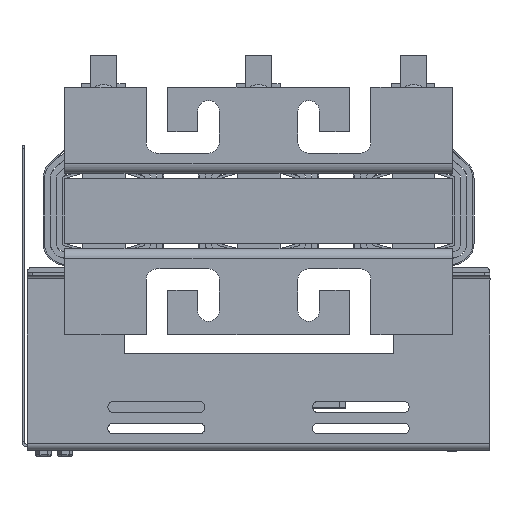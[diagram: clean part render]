
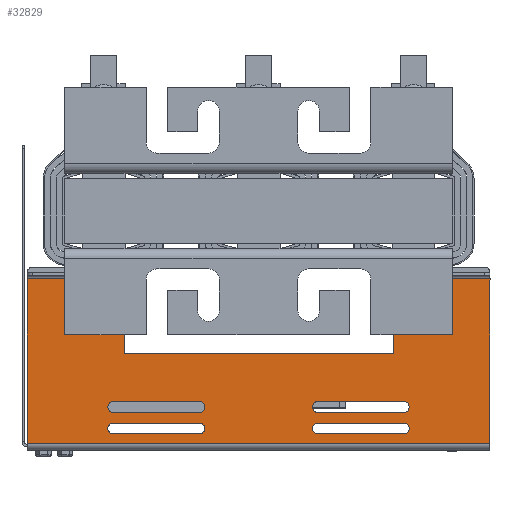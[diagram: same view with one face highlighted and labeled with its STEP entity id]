
A CAD part, front view. The second image highlights one B-rep face of the part: STEP entity #32829.
In plain terms, the highlighted planar face has unit normal (0, -1, 0).
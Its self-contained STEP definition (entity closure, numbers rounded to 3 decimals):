
#1812=FACE_BOUND('',#6794,.T.);
#1813=FACE_BOUND('',#6795,.T.);
#1814=FACE_BOUND('',#6796,.T.);
#1815=FACE_BOUND('',#6797,.T.);
#2587=CIRCLE('',#35887,0.125);
#2589=CIRCLE('',#35894,0.125);
#2591=CIRCLE('',#35899,0.125);
#2593=CIRCLE('',#35906,0.125);
#2595=CIRCLE('',#35911,0.125);
#2597=CIRCLE('',#35918,0.125);
#2599=CIRCLE('',#35925,0.125);
#2601=CIRCLE('',#35928,0.125);
#4900=FACE_OUTER_BOUND('',#6793,.T.);
#6793=EDGE_LOOP('',(#27995,#27996,#27997,#27998,#27999,#28000,#28001,#28002));
#6794=EDGE_LOOP('',(#28003,#28004,#28005,#28006));
#6795=EDGE_LOOP('',(#28007,#28008,#28009,#28010));
#6796=EDGE_LOOP('',(#28011,#28012,#28013,#28014));
#6797=EDGE_LOOP('',(#28015,#28016,#28017,#28018));
#9698=LINE('',#55536,#12788);
#9702=LINE('',#55543,#12792);
#9710=LINE('',#55568,#12800);
#9714=LINE('',#55575,#12804);
#9722=LINE('',#55600,#12812);
#9726=LINE('',#55607,#12816);
#9731=LINE('',#55623,#12821);
#9739=LINE('',#55644,#12829);
#9796=LINE('',#55824,#12886);
#9801=LINE('',#55842,#12891);
#9808=LINE('',#55856,#12898);
#9810=LINE('',#55860,#12900);
#9811=LINE('',#55862,#12901);
#9812=LINE('',#55863,#12902);
#9813=LINE('',#55865,#12903);
#9814=LINE('',#55866,#12904);
#12788=VECTOR('',#42795,0.394);
#12792=VECTOR('',#42801,0.394);
#12800=VECTOR('',#42831,0.394);
#12804=VECTOR('',#42837,0.394);
#12812=VECTOR('',#42867,0.394);
#12816=VECTOR('',#42873,0.394);
#12821=VECTOR('',#42892,0.394);
#12829=VECTOR('',#42918,0.394);
#12886=VECTOR('',#43145,0.394);
#12891=VECTOR('',#43168,0.394);
#12898=VECTOR('',#43179,0.394);
#12900=VECTOR('',#43183,0.394);
#12901=VECTOR('',#43184,0.394);
#12902=VECTOR('',#43185,0.394);
#12903=VECTOR('',#43186,0.394);
#12904=VECTOR('',#43187,0.394);
#15803=VERTEX_POINT('',#55524);
#15804=VERTEX_POINT('',#55526);
#15806=VERTEX_POINT('',#55535);
#15808=VERTEX_POINT('',#55541);
#15811=VERTEX_POINT('',#55556);
#15812=VERTEX_POINT('',#55558);
#15814=VERTEX_POINT('',#55567);
#15816=VERTEX_POINT('',#55573);
#15819=VERTEX_POINT('',#55588);
#15820=VERTEX_POINT('',#55590);
#15822=VERTEX_POINT('',#55599);
#15824=VERTEX_POINT('',#55605);
#15827=VERTEX_POINT('',#55620);
#15828=VERTEX_POINT('',#55622);
#15830=VERTEX_POINT('',#55631);
#15832=VERTEX_POINT('',#55637);
#15869=VERTEX_POINT('',#55815);
#15870=VERTEX_POINT('',#55819);
#15873=VERTEX_POINT('',#55833);
#15874=VERTEX_POINT('',#55837);
#15879=VERTEX_POINT('',#55855);
#15880=VERTEX_POINT('',#55859);
#15881=VERTEX_POINT('',#55861);
#15882=VERTEX_POINT('',#55864);
#19887=EDGE_CURVE('',#15804,#15803,#2587,.T.);
#19892=EDGE_CURVE('',#15806,#15804,#9698,.T.);
#19896=EDGE_CURVE('',#15803,#15808,#9702,.T.);
#19899=EDGE_CURVE('',#15808,#15806,#2589,.T.);
#19903=EDGE_CURVE('',#15812,#15811,#2591,.T.);
#19908=EDGE_CURVE('',#15814,#15812,#9710,.T.);
#19912=EDGE_CURVE('',#15811,#15816,#9714,.T.);
#19915=EDGE_CURVE('',#15816,#15814,#2593,.T.);
#19919=EDGE_CURVE('',#15820,#15819,#2595,.T.);
#19924=EDGE_CURVE('',#15822,#15820,#9722,.T.);
#19928=EDGE_CURVE('',#15819,#15824,#9726,.T.);
#19931=EDGE_CURVE('',#15824,#15822,#2597,.T.);
#19935=EDGE_CURVE('',#15828,#15827,#9731,.T.);
#19940=EDGE_CURVE('',#15830,#15828,#2599,.T.);
#19944=EDGE_CURVE('',#15827,#15832,#2601,.T.);
#19947=EDGE_CURVE('',#15832,#15830,#9739,.T.);
#20038=EDGE_CURVE('',#15869,#15870,#9796,.T.);
#20047=EDGE_CURVE('',#15873,#15874,#9801,.T.);
#20054=EDGE_CURVE('',#15879,#15869,#9808,.T.);
#20056=EDGE_CURVE('',#15880,#15870,#9810,.T.);
#20057=EDGE_CURVE('',#15880,#15881,#9811,.T.);
#20058=EDGE_CURVE('',#15881,#15873,#9812,.T.);
#20059=EDGE_CURVE('',#15874,#15882,#9813,.T.);
#20060=EDGE_CURVE('',#15882,#15879,#9814,.T.);
#27995=ORIENTED_EDGE('',*,*,#20038,.T.);
#27996=ORIENTED_EDGE('',*,*,#20056,.F.);
#27997=ORIENTED_EDGE('',*,*,#20057,.T.);
#27998=ORIENTED_EDGE('',*,*,#20058,.T.);
#27999=ORIENTED_EDGE('',*,*,#20047,.T.);
#28000=ORIENTED_EDGE('',*,*,#20059,.T.);
#28001=ORIENTED_EDGE('',*,*,#20060,.T.);
#28002=ORIENTED_EDGE('',*,*,#20054,.T.);
#28003=ORIENTED_EDGE('',*,*,#19899,.T.);
#28004=ORIENTED_EDGE('',*,*,#19892,.T.);
#28005=ORIENTED_EDGE('',*,*,#19887,.T.);
#28006=ORIENTED_EDGE('',*,*,#19896,.T.);
#28007=ORIENTED_EDGE('',*,*,#19915,.T.);
#28008=ORIENTED_EDGE('',*,*,#19908,.T.);
#28009=ORIENTED_EDGE('',*,*,#19903,.T.);
#28010=ORIENTED_EDGE('',*,*,#19912,.T.);
#28011=ORIENTED_EDGE('',*,*,#19931,.T.);
#28012=ORIENTED_EDGE('',*,*,#19924,.T.);
#28013=ORIENTED_EDGE('',*,*,#19919,.T.);
#28014=ORIENTED_EDGE('',*,*,#19928,.T.);
#28015=ORIENTED_EDGE('',*,*,#19947,.T.);
#28016=ORIENTED_EDGE('',*,*,#19940,.T.);
#28017=ORIENTED_EDGE('',*,*,#19935,.T.);
#28018=ORIENTED_EDGE('',*,*,#19944,.T.);
#31279=PLANE('',#36027);
#32829=ADVANCED_FACE('',(#4900,#1812,#1813,#1814,#1815),#31279,.F.);
#35887=AXIS2_PLACEMENT_3D('',#55527,#42785,#42786);
#35894=AXIS2_PLACEMENT_3D('',#55548,#42809,#42810);
#35899=AXIS2_PLACEMENT_3D('',#55559,#42821,#42822);
#35906=AXIS2_PLACEMENT_3D('',#55580,#42845,#42846);
#35911=AXIS2_PLACEMENT_3D('',#55591,#42857,#42858);
#35918=AXIS2_PLACEMENT_3D('',#55612,#42881,#42882);
#35925=AXIS2_PLACEMENT_3D('',#55632,#42902,#42903);
#35928=AXIS2_PLACEMENT_3D('',#55639,#42910,#42911);
#36027=AXIS2_PLACEMENT_3D('',#55858,#43181,#43182);
#42785=DIRECTION('center_axis',(0.,1.,0.));
#42786=DIRECTION('ref_axis',(0.,0.,-1.));
#42795=DIRECTION('',(1.,0.,0.));
#42801=DIRECTION('',(-1.,0.,0.));
#42809=DIRECTION('center_axis',(0.,1.,0.));
#42810=DIRECTION('ref_axis',(0.,0.,
1.));
#42821=DIRECTION('center_axis',(0.,1.,0.));
#42822=DIRECTION('ref_axis',(0.,0.,-1.));
#42831=DIRECTION('',(1.,0.,0.));
#42837=DIRECTION('',(-1.,0.,0.));
#42845=DIRECTION('center_axis',(0.,1.,0.));
#42846=DIRECTION('ref_axis',(0.,0.,
1.));
#42857=DIRECTION('center_axis',(0.,1.,0.));
#42858=DIRECTION('ref_axis',(0.,0.,
-1.));
#42867=DIRECTION('',(1.,0.,0.));
#42873=DIRECTION('',(-1.,0.,0.));
#42881=DIRECTION('center_axis',(0.,1.,0.));
#42882=DIRECTION('ref_axis',(0.,0.,
1.));
#42892=DIRECTION('',(-1.,0.,0.));
#42902=DIRECTION('center_axis',(0.,1.,0.));
#42903=DIRECTION('ref_axis',(0.,0.,
-1.));
#42910=DIRECTION('center_axis',(0.,1.,0.));
#42911=DIRECTION('ref_axis',(0.,0.,
1.));
#42918=DIRECTION('',(1.,0.,0.));
#43145=DIRECTION('',(-1.,0.,0.));
#43168=DIRECTION('',(-1.,0.,0.));
#43179=DIRECTION('',(0.,0.,1.));
#43181=DIRECTION('center_axis',(0.,1.,0.));
#43182=DIRECTION('ref_axis',(1.,0.,0.));
#43183=DIRECTION('',(0.,0.,1.));
#43184=DIRECTION('',(1.,0.,0.));
#43185=DIRECTION('',(0.,0.,1.));
#43186=DIRECTION('',(0.,0.,-1.));
#43187=DIRECTION('',(-1.,0.,0.));
#55524=CARTESIAN_POINT('',(8.75,0.,0.375));
#55526=CARTESIAN_POINT('',(8.75,0.,0.625));
#55527=CARTESIAN_POINT('Origin',(8.75,0.,0.5));
#55535=CARTESIAN_POINT('',(6.75,0.,0.625));
#55536=CARTESIAN_POINT('',(7.063,0.,0.625));
#55541=CARTESIAN_POINT('',(6.75,0.,0.375));
#55543=CARTESIAN_POINT('',(6.063,0.,0.375));
#55548=CARTESIAN_POINT('Origin',(6.75,0.,0.5));
#55556=CARTESIAN_POINT('',(4.,0.,0.375));
#55558=CARTESIAN_POINT('',(4.,0.,0.625));
#55559=CARTESIAN_POINT('Origin',(4.,0.,0.5));
#55567=CARTESIAN_POINT('',(2.,0.,0.625));
#55568=CARTESIAN_POINT('',(4.688,0.,0.625));
#55573=CARTESIAN_POINT('',(2.,0.,0.375));
#55575=CARTESIAN_POINT('',(3.688,0.,0.375));
#55580=CARTESIAN_POINT('Origin',(2.,0.,0.5));
#55588=CARTESIAN_POINT('',(4.,0.,0.875));
#55590=CARTESIAN_POINT('',(4.,0.,1.125));
#55591=CARTESIAN_POINT('Origin',(4.,0.,
1.));
#55599=CARTESIAN_POINT('',(2.,0.,1.125));
#55600=CARTESIAN_POINT('',(4.688,0.,1.125));
#55605=CARTESIAN_POINT('',(2.,0.,0.875));
#55607=CARTESIAN_POINT('',(3.688,0.,0.875));
#55612=CARTESIAN_POINT('Origin',(2.,0.,
1.));
#55620=CARTESIAN_POINT('',(6.75,0.,0.875));
#55622=CARTESIAN_POINT('',(8.75,0.,0.875));
#55623=CARTESIAN_POINT('',(6.063,0.,0.875));
#55631=CARTESIAN_POINT('',(8.75,0.,1.125));
#55632=CARTESIAN_POINT('Origin',(8.75,0.,1.));
#55637=CARTESIAN_POINT('',(6.75,0.,1.125));
#55639=CARTESIAN_POINT('Origin',(6.75,0.,1.));
#55644=CARTESIAN_POINT('',(7.063,0.,1.125));
#55815=CARTESIAN_POINT('',(2.25,0.,3.981));
#55819=CARTESIAN_POINT('',(0.,0.,
3.981));
#55824=CARTESIAN_POINT('',(2.687,0.,3.981));
#55833=CARTESIAN_POINT('',(10.75,0.,3.981));
#55837=CARTESIAN_POINT('',(8.5,0.,3.981));
#55842=CARTESIAN_POINT('',(6.938,0.,3.981));
#55855=CARTESIAN_POINT('',(2.25,0.,2.25));
#55856=CARTESIAN_POINT('',(2.25,0.,2.153));
#55858=CARTESIAN_POINT('Origin',(5.375,0.,2.055));
#55859=CARTESIAN_POINT('',(0.,0.,
0.149));
#55860=CARTESIAN_POINT('',(0.,0.,-0.02));
#55861=CARTESIAN_POINT('',(10.75,0.,0.149));
#55862=CARTESIAN_POINT('',(5.375,0.,0.149));
#55863=CARTESIAN_POINT('',(10.75,0.,-0.02));
#55864=CARTESIAN_POINT('',(8.5,0.,2.25));
#55865=CARTESIAN_POINT('',(8.5,0.,3.153));
#55866=CARTESIAN_POINT('',(6.938,0.,2.25));
